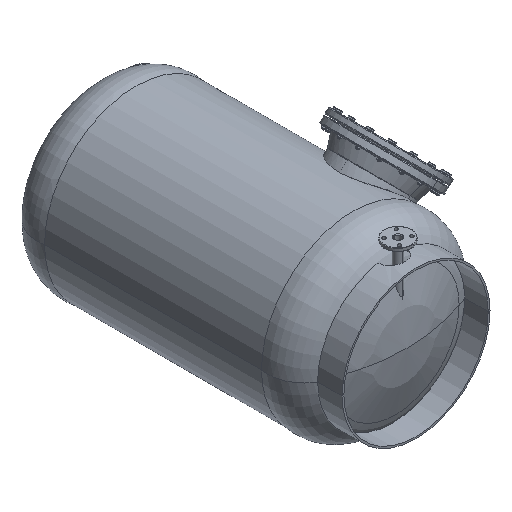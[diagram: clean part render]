
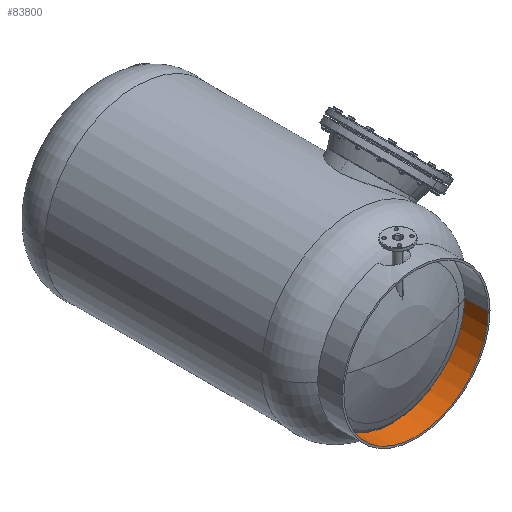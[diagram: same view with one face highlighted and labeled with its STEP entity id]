
A CAD part, isometric view. The second image highlights one B-rep face of the part: STEP entity #83800.
In plain terms, the highlighted cylindrical face has radius 400 mm (diameter 800 mm), a partial arc.
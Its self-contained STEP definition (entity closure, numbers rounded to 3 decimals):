
#24 = DIRECTION ( 'NONE',  ( 1., 0., 0. ) ) ;
#1638 = DIRECTION ( 'NONE',  ( 0., -1., 0. ) ) ;
#6014 = ORIENTED_EDGE ( 'NONE', *, *, #51926, .F. ) ;
#6986 = CYLINDRICAL_SURFACE ( 'NONE', #32388, 400. ) ;
#7507 = CIRCLE ( 'NONE', #86659, 400. ) ;
#13651 = EDGE_CURVE ( 'NONE', #77634, #44681, #40300, .T. ) ;
#25546 = CARTESIAN_POINT ( 'NONE',  ( 815., 130.14, -415.047 ) ) ;
#25982 = DIRECTION ( 'NONE',  ( 0., 1., 0. ) ) ;
#26321 = AXIS2_PLACEMENT_3D ( 'NONE', #26978, #25982, #55636 ) ;
#26978 = CARTESIAN_POINT ( 'NONE',  ( 415., 130.14, -415.047 ) ) ;
#29898 = VECTOR ( 'NONE', #1638, 1000. ) ;
#30172 = VERTEX_POINT ( 'NONE', #84985 ) ;
#31174 = ORIENTED_EDGE ( 'NONE', *, *, #13651, .T. ) ;
#32388 = AXIS2_PLACEMENT_3D ( 'NONE', #36567, #74035, #37040 ) ;
#35369 = CARTESIAN_POINT ( 'NONE',  ( 15., 0., -415.047 ) ) ;
#36567 = CARTESIAN_POINT ( 'NONE',  ( 415., 0., -415.047 ) ) ;
#37040 = DIRECTION ( 'NONE',  ( 1., 0., 0. ) ) ;
#40300 = CIRCLE ( 'NONE', #26321, 400. ) ;
#41499 = CARTESIAN_POINT ( 'NONE',  ( 15., 130.14, -415.047 ) ) ;
#42537 = CARTESIAN_POINT ( 'NONE',  ( 15., 130.14, -415.047 ) ) ;
#43298 = CARTESIAN_POINT ( 'NONE',  ( 415., 0., -415.047 ) ) ;
#44681 = VERTEX_POINT ( 'NONE', #41499 ) ;
#49880 = LINE ( 'NONE', #42537, #52739 ) ;
#49992 = VERTEX_POINT ( 'NONE', #35369 ) ;
#51926 = EDGE_CURVE ( 'NONE', #30172, #49992, #7507, .T. ) ;
#52739 = VECTOR ( 'NONE', #56659, 1000. ) ;
#55636 = DIRECTION ( 'NONE',  ( 1., 0., 0. ) ) ;
#56659 = DIRECTION ( 'NONE',  ( 0., -1., 0. ) ) ;
#57020 = ORIENTED_EDGE ( 'NONE', *, *, #81123, .T. ) ;
#61450 = LINE ( 'NONE', #68257, #29898 ) ;
#66872 = EDGE_CURVE ( 'NONE', #77634, #30172, #61450, .T. ) ;
#68257 = CARTESIAN_POINT ( 'NONE',  ( 815., 130.14, -415.047 ) ) ;
#74035 = DIRECTION ( 'NONE',  ( 0., -1., 0. ) ) ;
#75753 = ORIENTED_EDGE ( 'NONE', *, *, #66872, .F. ) ;
#77634 = VERTEX_POINT ( 'NONE', #25546 ) ;
#81123 = EDGE_CURVE ( 'NONE', #44681, #49992, #49880, .T. ) ;
#81363 = FACE_OUTER_BOUND ( 'NONE', #81516, .T. ) ;
#81516 = EDGE_LOOP ( 'NONE', ( #31174, #57020, #6014, #75753 ) ) ;
#83800 = ADVANCED_FACE ( 'NONE', ( #81363 ), #6986, .F. ) ;
#84985 = CARTESIAN_POINT ( 'NONE',  ( 815., 0., -415.047 ) ) ;
#86659 = AXIS2_PLACEMENT_3D ( 'NONE', #43298, #89021, #24 ) ;
#89021 = DIRECTION ( 'NONE',  ( 0., 1., 0. ) ) ;
